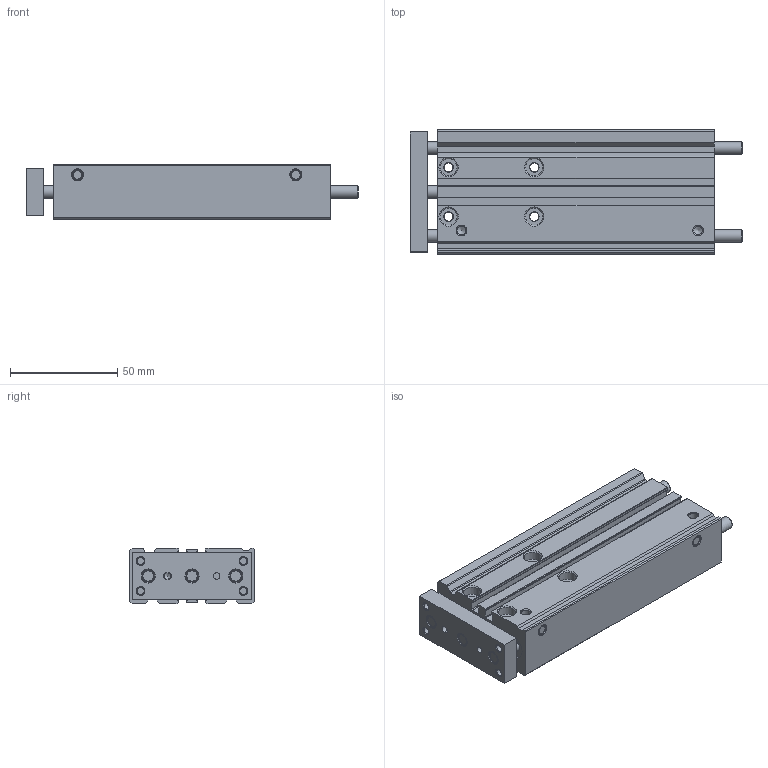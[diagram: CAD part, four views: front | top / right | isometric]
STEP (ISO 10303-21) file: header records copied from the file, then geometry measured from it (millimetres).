
FILE_DESCRIPTION( ( 'STEP AP203' ), '1' );
FILE_NAME( 'TCL12x100S(0,).stp', '2019-08-25T15:05:35', ( '' ), ( '' ), ' ', 'PARTsolutions', ' ' );
FILE_SCHEMA( ( 'CONFIG_CONTROL_DESIGN' ) );
Length unit declared in the file: millimetre
Products named in the file (3): TCL12x100S(0,); _TC-L-12x100100_b; _TCL-12x100-0_100fp
Assembly tree (2 placements, depth 2):
  TCL12x100S(0,)
    _TC-L-12x100100_b
    _TCL-12x100-0_100fp
Bounding box: 155 x 58 x 26 mm (x, y, z)
Volume: 161962.9 mm3; surface area: 61111.5 mm2
Topology: 2 solids, 2 shells, 269 faces, 645 edges, 416 vertices
Faces by surface type: plane 122, cylinder 103, cone 43, torus 1
Full cylindrical faces by diameter (mm): 3 x6, 3.242 x8, 4.134 x6, 4.5 x4, 4.6 x2, 5 x2, 5.5 x3, 6 x9, 8 x4, 9.5 x1, 10 x2, 11.9 x1, 12 x5, 14 x2
Entity records: 7336 total; most frequent: DIRECTION 1314, CARTESIAN_POINT 1203, ORIENTED_EDGE 1052, EDGE_CURVE 526, AXIS2_PLACEMENT_3D 516, EDGE_LOOP 424, VERTEX_POINT 405, FACE_OUTER_BOUND 325
